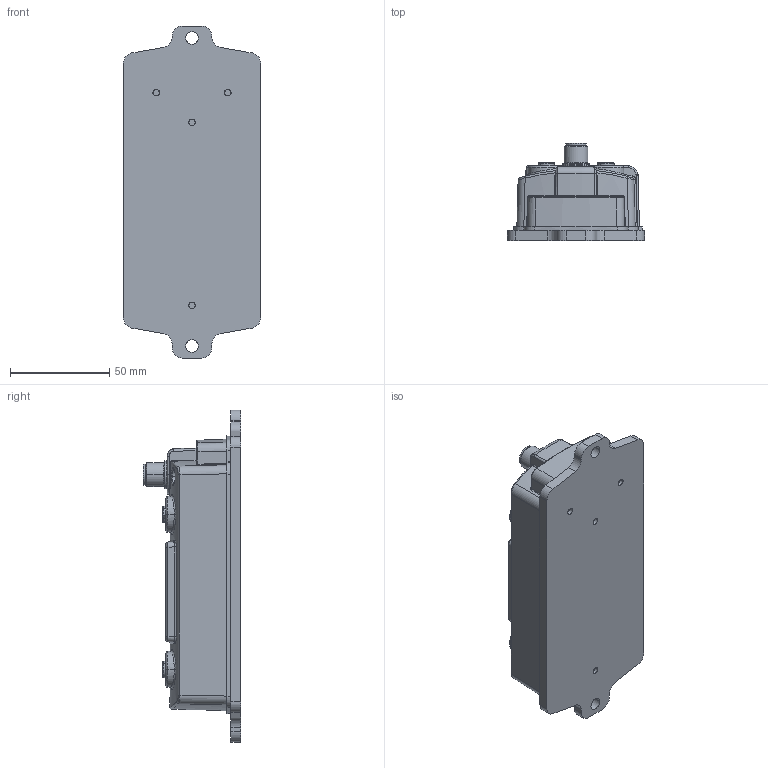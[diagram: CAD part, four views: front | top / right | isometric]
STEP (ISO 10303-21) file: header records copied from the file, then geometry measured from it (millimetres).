
FILE_DESCRIPTION((''),'2;1');
FILE_NAME('DM_CAD-3141_SW0001','2017-07-19T',('creinig-se'),(''),'PRO/ENGINEER BY PARAMETRIC TECHNOLOGY CORPORATION, 2015440','PRO/ENGINEER BY PARAMETRIC TECHNOLOGY CORPORATION, 2015440','');
FILE_SCHEMA(('CONFIG_CONTROL_DESIGN'));
Length unit declared in the file: millimetre
Products named in the file (1): DM_CAD-3141_SW0001
Bounding box: 69 x 49 x 167 mm (x, y, z)
Volume: 274302.8 mm3; surface area: 47154.7 mm2
Topology: 2 solids, 2 shells, 1735 faces, 4674 edges, 3038 vertices
Faces by surface type: plane 1126, cylinder 265, bspline 131, cone 130, torus 69, sphere 12, extrusion 2
Entity records: 76713 total; most frequent: CARTESIAN_POINT 21889, ORIENTED_EDGE 9316, DIRECTION 8121, EDGE_CURVE 4658, VECTOR 3329, LINE 3327, VERTEX_POINT 3032, AXIS2_PLACEMENT_3D 2396
